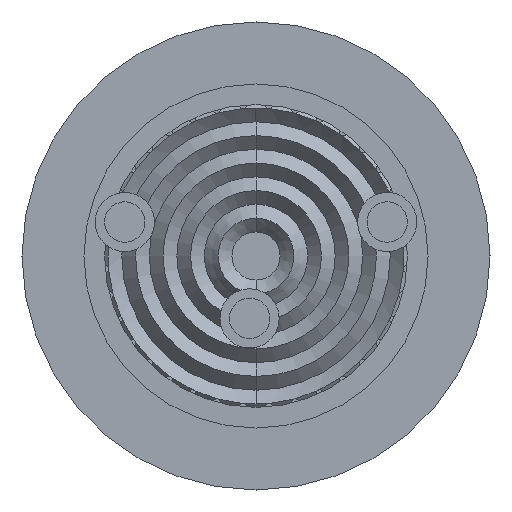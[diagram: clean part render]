
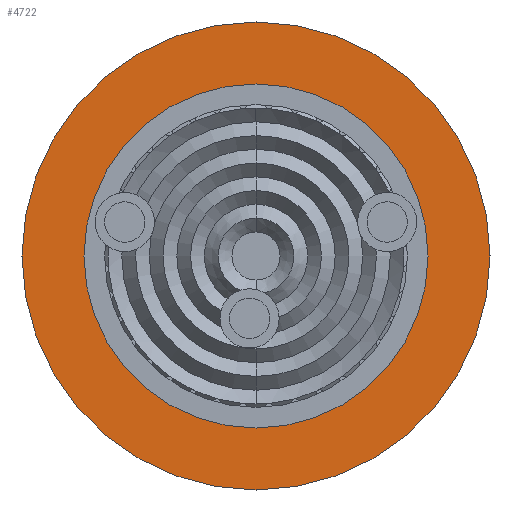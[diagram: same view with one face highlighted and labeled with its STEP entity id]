
A CAD part, front view. The second image highlights one B-rep face of the part: STEP entity #4722.
In plain terms, the highlighted planar face has unit normal (0, -1, 0).
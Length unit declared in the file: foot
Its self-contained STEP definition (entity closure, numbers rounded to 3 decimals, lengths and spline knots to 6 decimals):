
#108 = EDGE_CURVE ( 'NONE', #4929, #1767, #733, .T. ) ;
#270 = AXIS2_PLACEMENT_3D ( 'NONE', #971, #712, #693 ) ;
#669 = ORIENTED_EDGE ( 'NONE', *, *, #108, .F. ) ;
#693 = DIRECTION ( 'NONE',  ( 0., 0., -1. ) ) ;
#712 = DIRECTION ( 'NONE',  ( 0., -1., 0. ) ) ;
#733 = CIRCLE ( 'NONE', #1053, 0.014167 ) ;
#789 = PLANE ( 'NONE',  #270 ) ;
#971 = CARTESIAN_POINT ( 'NONE',  ( 0., -0.0065, 0. ) ) ;
#1049 = DIRECTION ( 'NONE',  ( 0., 0., 1. ) ) ;
#1053 = AXIS2_PLACEMENT_3D ( 'NONE', #3609, #3602, #4543 ) ;
#1060 = DIRECTION ( 'NONE',  ( 0., 1., 0. ) ) ;
#1065 = CARTESIAN_POINT ( 'NONE',  ( 0., -0.0065, 0. ) ) ;
#1767 = VERTEX_POINT ( 'NONE', #1871 ) ;
#1871 = CARTESIAN_POINT ( 'NONE',  ( 0., -0.0065, 0.014167 ) ) ;
#1935 = VERTEX_POINT ( 'NONE', #5836 ) ;
#2067 = CARTESIAN_POINT ( 'NONE',  ( 0., -0.0065, -0.010417 ) ) ;
#2108 = ORIENTED_EDGE ( 'NONE', *, *, #5283, .T. ) ;
#2138 = EDGE_LOOP ( 'NONE', ( #4935, #2108 ) ) ;
#3058 = AXIS2_PLACEMENT_3D ( 'NONE', #3797, #3777, #3714 ) ;
#3111 = EDGE_LOOP ( 'NONE', ( #4506, #669 ) ) ;
#3447 = CIRCLE ( 'NONE', #6054, 0.010417 ) ;
#3602 = DIRECTION ( 'NONE',  ( 0., 1., 0. ) ) ;
#3609 = CARTESIAN_POINT ( 'NONE',  ( 0., -0.0065, 0. ) ) ;
#3677 = AXIS2_PLACEMENT_3D ( 'NONE', #4563, #4471, #4425 ) ;
#3714 = DIRECTION ( 'NONE',  ( 0., 0., 1. ) ) ;
#3769 = FACE_BOUND ( 'NONE', #2138, .T. ) ;
#3777 = DIRECTION ( 'NONE',  ( 0., 1., 0. ) ) ;
#3797 = CARTESIAN_POINT ( 'NONE',  ( 0., -0.0065, 0. ) ) ;
#3866 = VERTEX_POINT ( 'NONE', #2067 ) ;
#4333 = EDGE_CURVE ( 'NONE', #1935, #3866, #3447, .T. ) ;
#4425 = DIRECTION ( 'NONE',  ( 0., 0., 1. ) ) ;
#4471 = DIRECTION ( 'NONE',  ( 0., 1., 0. ) ) ;
#4506 = ORIENTED_EDGE ( 'NONE', *, *, #5592, .F. ) ;
#4543 = DIRECTION ( 'NONE',  ( 0., 0., 1. ) ) ;
#4563 = CARTESIAN_POINT ( 'NONE',  ( 0., -0.0065, 0. ) ) ;
#4576 = CIRCLE ( 'NONE', #3058, 0.010417 ) ;
#4722 = ADVANCED_FACE ( 'NONE', ( #3769, #5170 ), #789, .T. ) ;
#4929 = VERTEX_POINT ( 'NONE', #4964 ) ;
#4935 = ORIENTED_EDGE ( 'NONE', *, *, #4333, .T. ) ;
#4964 = CARTESIAN_POINT ( 'NONE',  ( 0., -0.0065, -0.014167 ) ) ;
#5170 = FACE_OUTER_BOUND ( 'NONE', #3111, .T. ) ;
#5283 = EDGE_CURVE ( 'NONE', #3866, #1935, #4576, .T. ) ;
#5592 = EDGE_CURVE ( 'NONE', #1767, #4929, #6047, .T. ) ;
#5836 = CARTESIAN_POINT ( 'NONE',  ( 0., -0.0065, 0.010417 ) ) ;
#6047 = CIRCLE ( 'NONE', #3677, 0.014167 ) ;
#6054 = AXIS2_PLACEMENT_3D ( 'NONE', #1065, #1060, #1049 ) ;
